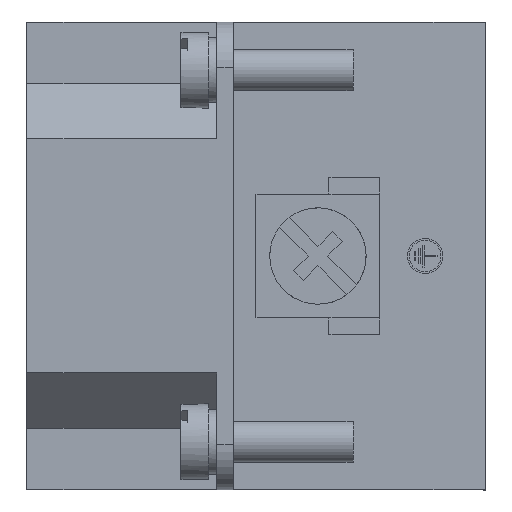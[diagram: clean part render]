
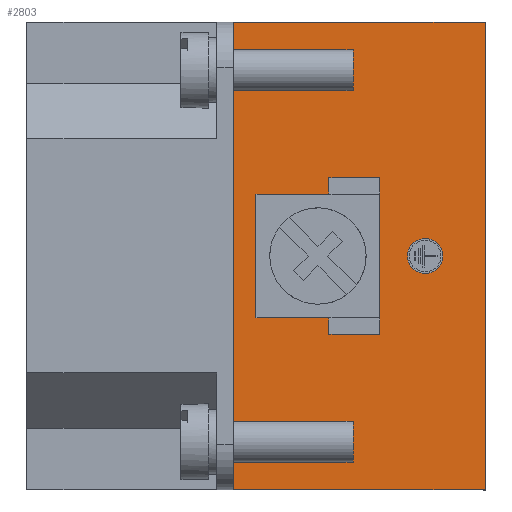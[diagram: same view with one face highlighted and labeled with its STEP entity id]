
A CAD part, left-side view. The second image highlights one B-rep face of the part: STEP entity #2803.
In plain terms, the highlighted planar face has unit normal (-1, 0, 0).
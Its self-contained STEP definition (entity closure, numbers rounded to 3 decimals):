
#1987=FACE_BOUND('',#4496,.T.);
#1988=FACE_BOUND('',#4497,.T.);
#1989=FACE_BOUND('',#4498,.T.);
#2022=CIRCLE('',#12559,1.28);
#2803=ADVANCED_FACE('',(#1987,#1988,#1989),#3271,.T.);
#3271=PLANE('',#13283);
#4496=EDGE_LOOP('',(#7266));
#4497=EDGE_LOOP('',(#7267,#7268,#7269,#7270,#7271,#7272,#7273,#7274));
#4498=EDGE_LOOP('',(#7275,#7276,#7277,#7278));
#7266=ORIENTED_EDGE('',*,*,#8456,.T.);
#7267=ORIENTED_EDGE('',*,*,#8528,.T.);
#7268=ORIENTED_EDGE('',*,*,#8513,.T.);
#7269=ORIENTED_EDGE('',*,*,#8517,.T.);
#7270=ORIENTED_EDGE('',*,*,#8518,.T.);
#7271=ORIENTED_EDGE('',*,*,#8521,.T.);
#7272=ORIENTED_EDGE('',*,*,#8522,.T.);
#7273=ORIENTED_EDGE('',*,*,#8524,.T.);
#7274=ORIENTED_EDGE('',*,*,#8526,.T.);
#7275=ORIENTED_EDGE('',*,*,#9750,.T.);
#7276=ORIENTED_EDGE('',*,*,#9751,.F.);
#7277=ORIENTED_EDGE('',*,*,#9747,.T.);
#7278=ORIENTED_EDGE('',*,*,#9743,.F.);
#7429=VERTEX_POINT('',#16369);
#7470=VERTEX_POINT('',#16493);
#7471=VERTEX_POINT('',#16494);
#7472=VERTEX_POINT('',#16499);
#7473=VERTEX_POINT('',#16503);
#7474=VERTEX_POINT('',#16507);
#7475=VERTEX_POINT('',#16511);
#7476=VERTEX_POINT('',#16515);
#7477=VERTEX_POINT('',#16519);
#8337=VERTEX_POINT('',#19171);
#8338=VERTEX_POINT('',#19173);
#8341=VERTEX_POINT('',#19181);
#8343=VERTEX_POINT('',#19187);
#8456=EDGE_CURVE('',#7429,#7429,#2022,.T.);
#8513=EDGE_CURVE('',#7470,#7471,#9902,.T.);
#8517=EDGE_CURVE('',#7471,#7472,#9906,.T.);
#8518=EDGE_CURVE('',#7472,#7473,#9907,.T.);
#8521=EDGE_CURVE('',#7473,#7474,#9910,.T.);
#8522=EDGE_CURVE('',#7474,#7475,#9911,.T.);
#8524=EDGE_CURVE('',#7475,#7476,#9913,.T.);
#8526=EDGE_CURVE('',#7476,#7477,#9915,.T.);
#8528=EDGE_CURVE('',#7477,#7470,#9917,.T.);
#9743=EDGE_CURVE('',#8337,#8338,#10917,.T.);
#9747=EDGE_CURVE('',#8341,#8338,#10921,.T.);
#9750=EDGE_CURVE('',#8337,#8343,#10924,.T.);
#9751=EDGE_CURVE('',#8341,#8343,#10925,.T.);
#9902=LINE('',#16492,#11071);
#9906=LINE('',#16500,#11075);
#9907=LINE('',#16502,#11076);
#9910=LINE('',#16508,#11079);
#9911=LINE('',#16510,#11080);
#9913=LINE('',#16514,#11082);
#9915=LINE('',#16518,#11084);
#9917=LINE('',#16522,#11086);
#10917=LINE('',#19172,#12086);
#10921=LINE('',#19180,#12090);
#10924=LINE('',#19186,#12093);
#10925=LINE('',#19188,#12094);
#11071=VECTOR('',#13623,1.);
#11075=VECTOR('',#13629,1.);
#11076=VECTOR('',#13632,1.);
#11079=VECTOR('',#13637,1.);
#11080=VECTOR('',#13640,1.);
#11082=VECTOR('',#13644,1.);
#11084=VECTOR('',#13648,1.);
#11086=VECTOR('',#13652,1.);
#12086=VECTOR('',#16028,1.);
#12090=VECTOR('',#16034,1.);
#12093=VECTOR('',#16039,1.);
#12094=VECTOR('',#16040,1.);
#12559=AXIS2_PLACEMENT_3D('',#16368,#13521,#13522);
#13283=AXIS2_PLACEMENT_3D('',#19189,#16041,#16042);
#13521=DIRECTION('',(1.,0.,0.));
#13522=DIRECTION('',(0.,1.,0.));
#13623=DIRECTION('',(0.,0.,1.));
#13629=DIRECTION('',(0.,1.,0.));
#13632=DIRECTION('',(0.,0.,1.));
#13637=DIRECTION('',(0.,-1.,0.));
#13640=DIRECTION('',(0.,0.,1.));
#13644=DIRECTION('',(0.,-1.,0.));
#13648=DIRECTION('',(0.,0.,-1.));
#13652=DIRECTION('',(0.,1.,0.));
#16028=DIRECTION('',(0.,-1.,0.));
#16034=DIRECTION('',(0.,0.,1.));
#16039=DIRECTION('',(0.,0.,-1.));
#16040=DIRECTION('',(0.,1.,0.));
#16041=DIRECTION('',(-1.,0.,0.));
#16042=DIRECTION('',(0.,0.,-1.));
#16368=CARTESIAN_POINT('',(-31.926,-13.936,0.007));
#16369=CARTESIAN_POINT('',(-31.926,-12.656,0.007));
#16492=CARTESIAN_POINT('',(-31.926,-6.95,-5.693));
#16493=CARTESIAN_POINT('',(-31.926,-6.95,-5.693));
#16494=CARTESIAN_POINT('',(-31.926,-6.95,-4.493));
#16499=CARTESIAN_POINT('',(-31.926,-1.65,-4.493));
#16500=CARTESIAN_POINT('',(-31.926,-6.95,-4.493));
#16502=CARTESIAN_POINT('',(-31.926,-1.65,-4.493));
#16503=CARTESIAN_POINT('',(-31.926,-1.65,4.507));
#16507=CARTESIAN_POINT('',(-31.926,-6.95,4.507));
#16508=CARTESIAN_POINT('',(-31.926,-1.65,4.507));
#16510=CARTESIAN_POINT('',(-31.926,-6.95,4.507));
#16511=CARTESIAN_POINT('',(-31.926,-6.95,5.707));
#16514=CARTESIAN_POINT('',(-31.926,-6.95,5.707));
#16515=CARTESIAN_POINT('',(-31.926,-10.65,5.707));
#16518=CARTESIAN_POINT('',(-31.926,-10.65,5.707));
#16519=CARTESIAN_POINT('',(-31.926,-10.65,-5.693));
#16522=CARTESIAN_POINT('',(-31.926,-10.65,-5.693));
#19171=CARTESIAN_POINT('',(-31.926,0.,17.007));
#19172=CARTESIAN_POINT('',(-31.926,0.,17.007));
#19173=CARTESIAN_POINT('',(-31.926,-18.3,17.007));
#19180=CARTESIAN_POINT('',(-31.926,-18.3,-16.993));
#19181=CARTESIAN_POINT('',(-31.926,-18.3,-16.993));
#19186=CARTESIAN_POINT('',(-31.926,0.,17.007));
#19187=CARTESIAN_POINT('',(-31.926,0.,-16.993));
#19188=CARTESIAN_POINT('',(-31.926,-18.3,-16.993));
#19189=CARTESIAN_POINT('',(-31.926,15.2,17.207));
